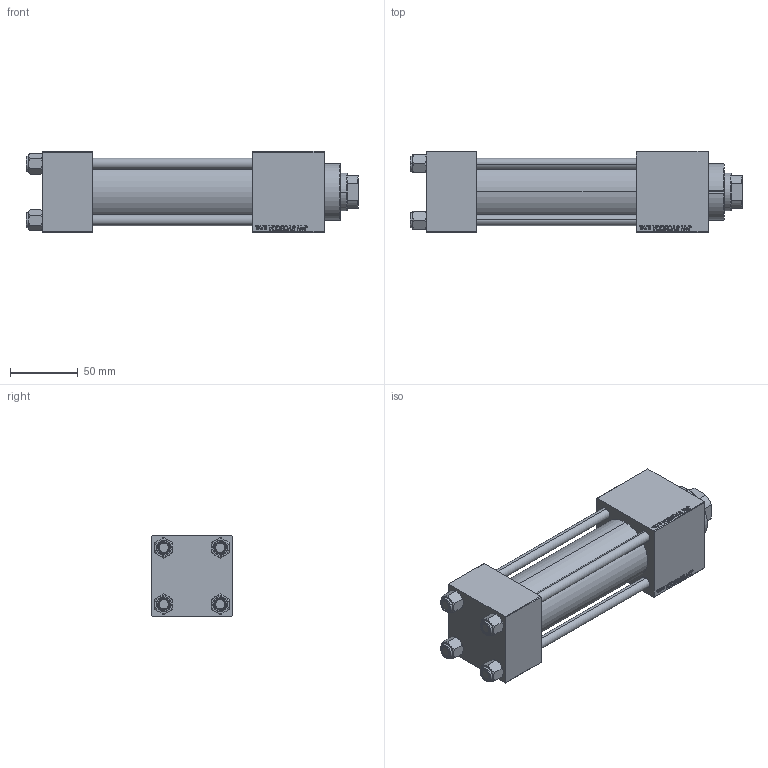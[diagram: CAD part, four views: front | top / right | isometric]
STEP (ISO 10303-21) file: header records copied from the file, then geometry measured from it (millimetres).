
FILE_DESCRIPTION (( 'STEP AP203' ), '1' );
FILE_NAME ('a346.STEP', '2022-04-15T18:42:13', ( '' ), ( '' ), 'SwSTEP 2.0', 'SolidWorks 2019', '' );
FILE_SCHEMA (( 'CONFIG_CONTROL_DESIGN' ));
Length unit declared in the file: millimetre
Products named in the file (6): a346; NUT_M5_C 270139d1bd96695fdc850d388dfb9048; V215CR_C_Body 270139d1bd96695fdc850d388dfb9048; V215CR_C_TYCINKA 270139d1bd96695fdc850d388dfb9048; V215CR_VCP_C 270139d1bd96695fdc850d388dfb9048; V215_VC_A 270139d1bd96695fdc850d388dfb9048
Assembly tree (11 placements, depth 2):
  a346
    V215CR_C_Body 270139d1bd96695fdc850d388dfb9048
    V215CR_VCP_C 270139d1bd96695fdc850d388dfb9048
    NUT_M5_C 270139d1bd96695fdc850d388dfb9048  x4
    V215CR_C_TYCINKA 270139d1bd96695fdc850d388dfb9048  x4
    V215_VC_A 270139d1bd96695fdc850d388dfb9048
Bounding box: 245 x 60 x 60 mm (x, y, z)
Volume: 497289.7 mm3; surface area: 139079.4 mm2
Topology: 11 solids, 11 shells, 1155 faces, 2898 edges, 1881 vertices
Faces by surface type: plane 528, bspline 392, cone 136, cylinder 91, torus 8
Entity records: 50482 total; most frequent: CARTESIAN_POINT 27169, ORIENTED_EDGE 5288, DIRECTION 3348, EDGE_CURVE 2644, VERTEX_POINT 1737, LINE 1596, VECTOR 1596, EDGE_LOOP 1163
